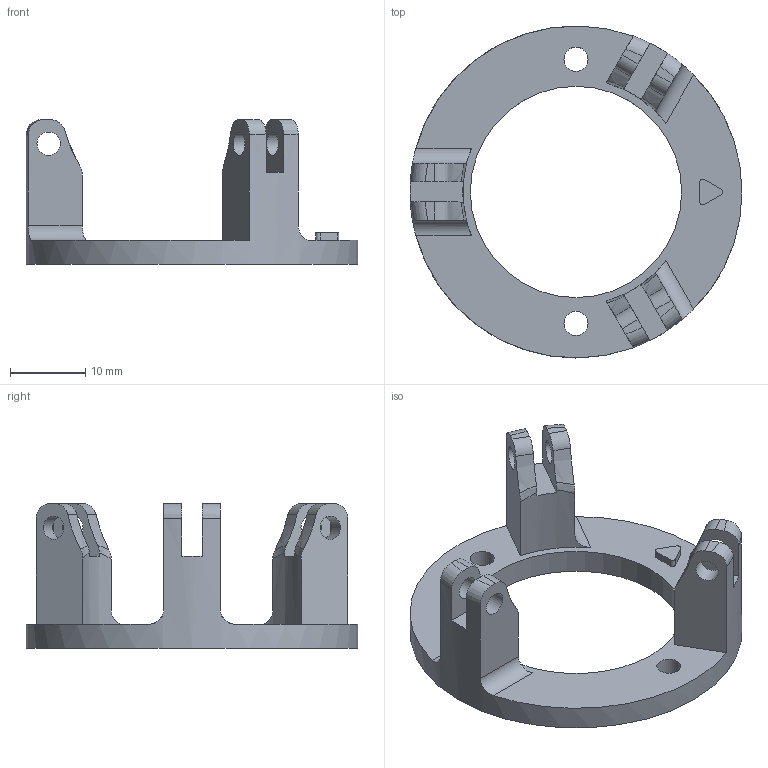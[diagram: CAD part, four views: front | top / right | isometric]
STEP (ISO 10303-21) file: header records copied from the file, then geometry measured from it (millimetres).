
FILE_DESCRIPTION(('FreeCAD Model'),'2;1');
FILE_NAME('Open CASCADE Shape Model','2025-01-09T15:26:28',(''),(''), 'Open CASCADE STEP processor 7.6','FreeCAD','Unknown');
FILE_SCHEMA(('AUTOMOTIVE_DESIGN { 1 0 10303 214 1 1 1 1 }'));
Length unit declared in the file: millimetre
Products named in the file (1): Base
Bounding box: 44 x 44 x 19.2 mm (x, y, z)
Volume: 4757.1 mm3; surface area: 4024.4 mm2
Topology: 1 solids, 1 shells, 71 faces, 208 edges, 140 vertices
Faces by surface type: cylinder 32, plane 27, torus 6, bspline 6
Full cylindrical faces by diameter (mm): 3.1 x6, 3.2 x2, 28 x1, 44 x1
Entity records: 3413 total; most frequent: CARTESIAN_POINT 1495, ORIENTED_EDGE 416, DIRECTION 373, EDGE_CURVE 208, AXIS2_PLACEMENT_3D 144, VERTEX_POINT 140, FACE_BOUND 90, EDGE_LOOP 90
